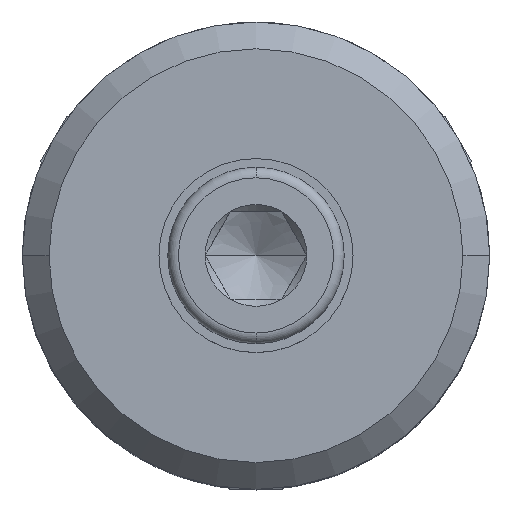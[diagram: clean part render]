
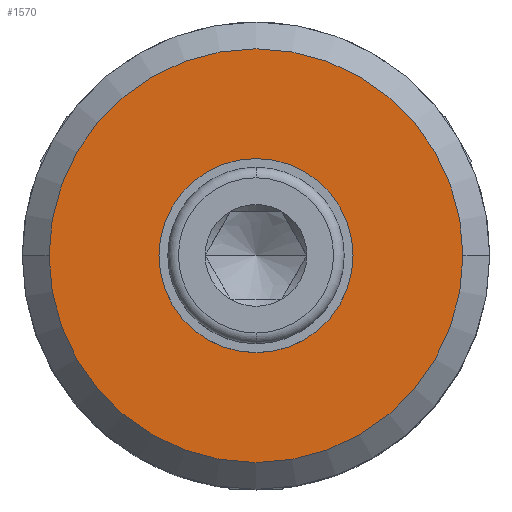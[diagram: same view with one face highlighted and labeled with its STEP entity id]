
A CAD part, top view. The second image highlights one B-rep face of the part: STEP entity #1570.
In plain terms, the highlighted planar face has unit normal (0, 0, 1).
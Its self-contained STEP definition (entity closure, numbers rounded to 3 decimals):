
#1384=EDGE_CURVE('',#1542,#1490,#2729,.T.);
#1490=VERTEX_POINT('',#2848);
#1526=EDGE_CURVE('',#1804,#1890,#2885,.T.);
#1542=VERTEX_POINT('',#2902);
#1570=ADVANCED_FACE('',(#2935,#2936),#2937,.T.);
#1654=EDGE_CURVE('',#1890,#1804,#3031,.T.);
#1804=VERTEX_POINT('',#3198);
#1874=EDGE_CURVE('',#1490,#1542,#3276,.T.);
#1890=VERTEX_POINT('',#3294);
#2729=CIRCLE('',#4918,5.5);
#2848=CARTESIAN_POINT('',(5.5,0.0,26.1));
#2885=CIRCLE('',#5194,11.73);
#2902=CARTESIAN_POINT('',(-5.5,0.,26.1));
#2935=FACE_OUTER_BOUND('',#5281,.T.);
#2936=FACE_BOUND('',#5282,.T.);
#2937=PLANE('',#5283);
#3031=CIRCLE('',#5414,11.73);
#3198=CARTESIAN_POINT('',(-11.73,0.,26.1));
#3276=CIRCLE('',#5806,5.5);
#3294=CARTESIAN_POINT('',(11.73,0.0,26.1));
#4918=AXIS2_PLACEMENT_3D('',#6770,#6771,#6772);
#5194=AXIS2_PLACEMENT_3D('',#6948,#6949,#6950);
#5281=EDGE_LOOP('',(#7018,#7019));
#5282=EDGE_LOOP('',(#7020,#7021));
#5283=AXIS2_PLACEMENT_3D('',#7022,#7023,#7024);
#5414=AXIS2_PLACEMENT_3D('',#7134,#7135,#7136);
#5806=AXIS2_PLACEMENT_3D('',#7442,#7443,#7444);
#6770=CARTESIAN_POINT('',(0.0,0.0,26.1));
#6771=DIRECTION('',(0.0,0.0,-1.0));
#6772=DIRECTION('',(1.0,0.0,0.0));
#6948=CARTESIAN_POINT('',(0.0,0.0,26.1));
#6949=DIRECTION('',(0.0,0.,-1.0));
#6950=DIRECTION('',(1.0,0.0,0.0));
#7018=ORIENTED_EDGE('',*,*,#1654,.F.);
#7019=ORIENTED_EDGE('',*,*,#1526,.F.);
#7020=ORIENTED_EDGE('',*,*,#1874,.T.);
#7021=ORIENTED_EDGE('',*,*,#1384,.T.);
#7022=CARTESIAN_POINT('',(5.865,0.0,26.1));
#7023=DIRECTION('',(0.0,0.,1.0));
#7024=DIRECTION('',(-1.0,0.0,0.0));
#7134=CARTESIAN_POINT('',(0.0,0.0,26.1));
#7135=DIRECTION('',(0.0,0.,-1.0));
#7136=DIRECTION('',(1.0,0.0,0.0));
#7442=CARTESIAN_POINT('',(0.0,0.0,26.1));
#7443=DIRECTION('',(0.0,0.0,-1.0));
#7444=DIRECTION('',(1.0,0.0,0.0));
